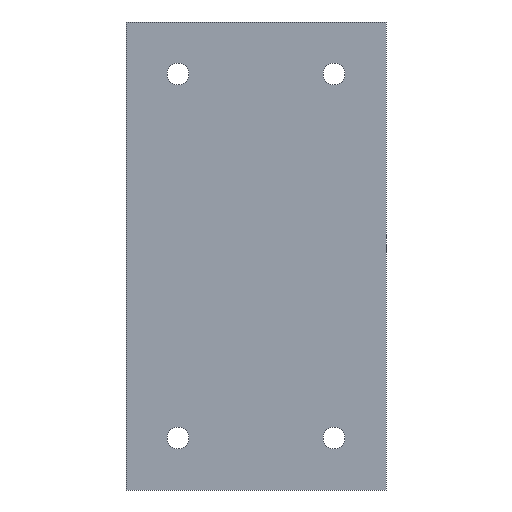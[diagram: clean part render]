
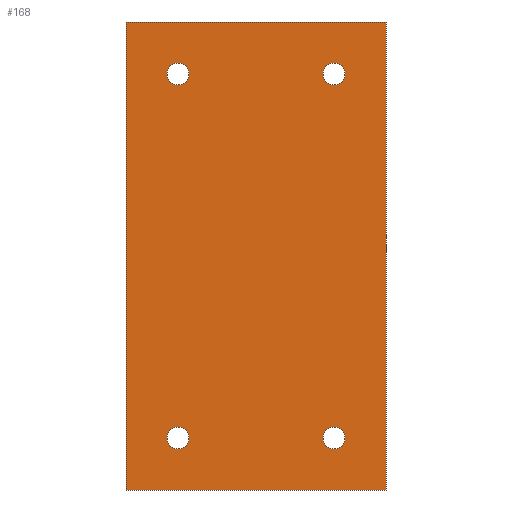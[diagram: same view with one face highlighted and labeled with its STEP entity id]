
A CAD part, front view. The second image highlights one B-rep face of the part: STEP entity #168.
In plain terms, the highlighted planar face has unit normal (0, -1, 0).
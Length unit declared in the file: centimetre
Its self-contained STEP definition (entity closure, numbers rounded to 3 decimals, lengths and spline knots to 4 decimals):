
#2 = EDGE_LOOP ( 'NONE', ( #208, #190 ) ) ;
#5 = ORIENTED_EDGE ( 'NONE', *, *, #47, .T. ) ;
#19 = DIRECTION ( 'NONE',  ( 0., 0., 1. ) ) ;
#30 = CARTESIAN_POINT ( 'NONE',  ( 0., 0., -9. ) ) ;
#32 = EDGE_CURVE ( 'NONE', #292, #75, #114, .T. ) ;
#33 = CARTESIAN_POINT ( 'NONE',  ( 4., 0., -7.79 ) ) ;
#35 = CARTESIAN_POINT ( 'NONE',  ( 5., 0., 0. ) ) ;
#37 = DIRECTION ( 'NONE',  ( 0., 1., 0. ) ) ;
#47 = EDGE_CURVE ( 'NONE', #161, #264, #234, .T. ) ;
#48 = CARTESIAN_POINT ( 'NONE',  ( 4., 0., -8. ) ) ;
#50 = ORIENTED_EDGE ( 'NONE', *, *, #157, .F. ) ;
#53 = ORIENTED_EDGE ( 'NONE', *, *, #32, .T. ) ;
#58 = ORIENTED_EDGE ( 'NONE', *, *, #513, .F. ) ;
#70 = CARTESIAN_POINT ( 'NONE',  ( 0., 0., 0. ) ) ;
#75 = VERTEX_POINT ( 'NONE', #177 ) ;
#76 = CARTESIAN_POINT ( 'NONE',  ( 1., 0., -1. ) ) ;
#78 = AXIS2_PLACEMENT_3D ( 'NONE', #216, #378, #510 ) ;
#84 = DIRECTION ( 'NONE',  ( 0., 1., 0. ) ) ;
#86 = CIRCLE ( 'NONE', #383, 0.21 ) ;
#91 = VERTEX_POINT ( 'NONE', #521 ) ;
#100 = DIRECTION ( 'NONE',  ( 0., 0., 1. ) ) ;
#108 = FACE_BOUND ( 'NONE', #415, .T. ) ;
#113 = AXIS2_PLACEMENT_3D ( 'NONE', #312, #273, #160 ) ;
#114 = CIRCLE ( 'NONE', #121, 0.21 ) ;
#118 = ORIENTED_EDGE ( 'NONE', *, *, #243, .T. ) ;
#120 = EDGE_LOOP ( 'NONE', ( #5, #274 ) ) ;
#121 = AXIS2_PLACEMENT_3D ( 'NONE', #217, #343, #100 ) ;
#123 = VERTEX_POINT ( 'NONE', #396 ) ;
#136 = CIRCLE ( 'NONE', #78, 0.21 ) ;
#153 = CARTESIAN_POINT ( 'NONE',  ( 1., 0., -0.79 ) ) ;
#157 = EDGE_CURVE ( 'NONE', #524, #123, #442, .T. ) ;
#158 = AXIS2_PLACEMENT_3D ( 'NONE', #70, #473, #197 ) ;
#160 = DIRECTION ( 'NONE',  ( 0., 0., 1. ) ) ;
#161 = VERTEX_POINT ( 'NONE', #33 ) ;
#167 = DIRECTION ( 'NONE',  ( 0., 0., 1. ) ) ;
#168 = ADVANCED_FACE ( 'NONE', ( #108, #430, #515, #309, #358 ), #523, .T. ) ;
#177 = CARTESIAN_POINT ( 'NONE',  ( 1., 0., -7.79 ) ) ;
#180 = CARTESIAN_POINT ( 'NONE',  ( 4., 0., -0.79 ) ) ;
#182 = EDGE_LOOP ( 'NONE', ( #58, #300, #50, #398 ) ) ;
#185 = VERTEX_POINT ( 'NONE', #153 ) ;
#190 = ORIENTED_EDGE ( 'NONE', *, *, #254, .T. ) ;
#197 = DIRECTION ( 'NONE',  ( 0., 0., -1. ) ) ;
#198 = EDGE_CURVE ( 'NONE', #123, #411, #354, .T. ) ;
#201 = CIRCLE ( 'NONE', #295, 0.21 ) ;
#207 = LINE ( 'NONE', #330, #345 ) ;
#208 = ORIENTED_EDGE ( 'NONE', *, *, #448, .T. ) ;
#216 = CARTESIAN_POINT ( 'NONE',  ( 1., 0., -1. ) ) ;
#217 = CARTESIAN_POINT ( 'NONE',  ( 1., 0., -8. ) ) ;
#221 = EDGE_CURVE ( 'NONE', #75, #292, #527, .T. ) ;
#234 = CIRCLE ( 'NONE', #251, 0.21 ) ;
#243 = EDGE_CURVE ( 'NONE', #91, #487, #201, .T. ) ;
#245 = DIRECTION ( 'NONE',  ( 0., 1., 0. ) ) ;
#247 = DIRECTION ( 'NONE',  ( 0., 0., 1. ) ) ;
#251 = AXIS2_PLACEMENT_3D ( 'NONE', #305, #255, #19 ) ;
#253 = ORIENTED_EDGE ( 'NONE', *, *, #221, .T. ) ;
#254 = EDGE_CURVE ( 'NONE', #434, #185, #508, .T. ) ;
#255 = DIRECTION ( 'NONE',  ( 0., 1., 0. ) ) ;
#260 = CIRCLE ( 'NONE', #481, 0.21 ) ;
#264 = VERTEX_POINT ( 'NONE', #287 ) ;
#270 = DIRECTION ( 'NONE',  ( 0., 0., -1. ) ) ;
#271 = ORIENTED_EDGE ( 'NONE', *, *, #294, .T. ) ;
#273 = DIRECTION ( 'NONE',  ( 0., 1., 0. ) ) ;
#274 = ORIENTED_EDGE ( 'NONE', *, *, #353, .T. ) ;
#287 = CARTESIAN_POINT ( 'NONE',  ( 4., 0., -8.21 ) ) ;
#289 = DIRECTION ( 'NONE',  ( 1., 0., 0. ) ) ;
#292 = VERTEX_POINT ( 'NONE', #493 ) ;
#294 = EDGE_CURVE ( 'NONE', #487, #91, #260, .T. ) ;
#295 = AXIS2_PLACEMENT_3D ( 'NONE', #529, #491, #366 ) ;
#299 = CARTESIAN_POINT ( 'NONE',  ( 1., 0., -1.21 ) ) ;
#300 = ORIENTED_EDGE ( 'NONE', *, *, #198, .F. ) ;
#302 = VECTOR ( 'NONE', #270, 100. ) ;
#305 = CARTESIAN_POINT ( 'NONE',  ( 4., 0., -8. ) ) ;
#308 = VECTOR ( 'NONE', #506, 100. ) ;
#309 = FACE_BOUND ( 'NONE', #533, .T. ) ;
#312 = CARTESIAN_POINT ( 'NONE',  ( 1., 0., -8. ) ) ;
#330 = CARTESIAN_POINT ( 'NONE',  ( 0., 0., 0. ) ) ;
#337 = CARTESIAN_POINT ( 'NONE',  ( 0., 0., 0. ) ) ;
#343 = DIRECTION ( 'NONE',  ( 0., 1., 0. ) ) ;
#345 = VECTOR ( 'NONE', #289, 100. ) ;
#353 = EDGE_CURVE ( 'NONE', #264, #161, #86, .T. ) ;
#354 = LINE ( 'NONE', #30, #459 ) ;
#358 = FACE_OUTER_BOUND ( 'NONE', #182, .T. ) ;
#366 = DIRECTION ( 'NONE',  ( 0., 0., 1. ) ) ;
#370 = CARTESIAN_POINT ( 'NONE',  ( 0., 0., -9. ) ) ;
#378 = DIRECTION ( 'NONE',  ( 0., 1., 0. ) ) ;
#383 = AXIS2_PLACEMENT_3D ( 'NONE', #48, #245, #167 ) ;
#396 = CARTESIAN_POINT ( 'NONE',  ( 5., 0., -9. ) ) ;
#398 = ORIENTED_EDGE ( 'NONE', *, *, #405, .F. ) ;
#405 = EDGE_CURVE ( 'NONE', #471, #524, #207, .T. ) ;
#411 = VERTEX_POINT ( 'NONE', #370 ) ;
#413 = DIRECTION ( 'NONE',  ( 0., 0., 1. ) ) ;
#415 = EDGE_LOOP ( 'NONE', ( #253, #53 ) ) ;
#419 = CARTESIAN_POINT ( 'NONE',  ( 5., 0., 0. ) ) ;
#423 = AXIS2_PLACEMENT_3D ( 'NONE', #76, #84, #247 ) ;
#428 = LINE ( 'NONE', #460, #308 ) ;
#430 = FACE_BOUND ( 'NONE', #120, .T. ) ;
#434 = VERTEX_POINT ( 'NONE', #299 ) ;
#442 = LINE ( 'NONE', #35, #302 ) ;
#448 = EDGE_CURVE ( 'NONE', #185, #434, #136, .T. ) ;
#449 = CARTESIAN_POINT ( 'NONE',  ( 4., 0., -1. ) ) ;
#459 = VECTOR ( 'NONE', #519, 100. ) ;
#460 = CARTESIAN_POINT ( 'NONE',  ( 0., 0., 0. ) ) ;
#471 = VERTEX_POINT ( 'NONE', #337 ) ;
#473 = DIRECTION ( 'NONE',  ( 0., -1., 0. ) ) ;
#481 = AXIS2_PLACEMENT_3D ( 'NONE', #449, #37, #413 ) ;
#487 = VERTEX_POINT ( 'NONE', #180 ) ;
#491 = DIRECTION ( 'NONE',  ( 0., 1., 0. ) ) ;
#493 = CARTESIAN_POINT ( 'NONE',  ( 1., 0., -8.21 ) ) ;
#506 = DIRECTION ( 'NONE',  ( 0., 0., 1. ) ) ;
#508 = CIRCLE ( 'NONE', #423, 0.21 ) ;
#510 = DIRECTION ( 'NONE',  ( 0., 0., 1. ) ) ;
#513 = EDGE_CURVE ( 'NONE', #411, #471, #428, .T. ) ;
#515 = FACE_BOUND ( 'NONE', #2, .T. ) ;
#519 = DIRECTION ( 'NONE',  ( -1., 0., 0. ) ) ;
#521 = CARTESIAN_POINT ( 'NONE',  ( 4., 0., -1.21 ) ) ;
#523 = PLANE ( 'NONE',  #158 ) ;
#524 = VERTEX_POINT ( 'NONE', #419 ) ;
#527 = CIRCLE ( 'NONE', #113, 0.21 ) ;
#529 = CARTESIAN_POINT ( 'NONE',  ( 4., 0., -1. ) ) ;
#533 = EDGE_LOOP ( 'NONE', ( #271, #118 ) ) ;
